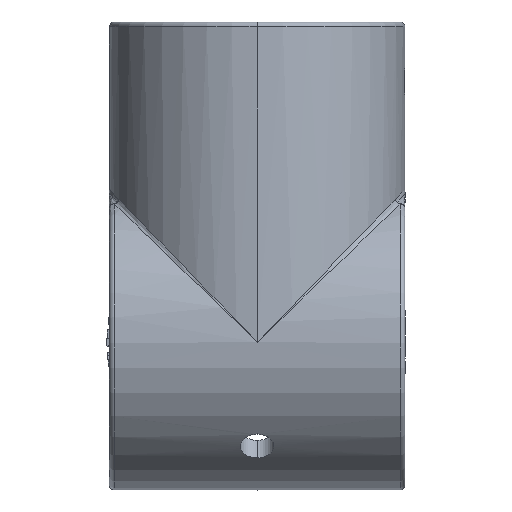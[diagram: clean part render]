
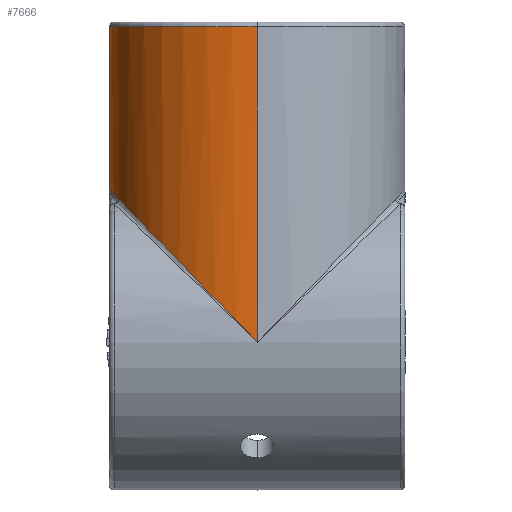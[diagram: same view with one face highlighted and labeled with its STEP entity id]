
A CAD part, left-side view. The second image highlights one B-rep face of the part: STEP entity #7666.
In plain terms, the highlighted cylindrical face has radius 30 mm (diameter 60 mm), a partial arc.
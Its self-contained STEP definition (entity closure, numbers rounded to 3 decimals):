
#42 = VERTEX_POINT ( 'NONE', #1431 ) ;
#48 = CARTESIAN_POINT ( 'NONE',  ( 7.158, 29.148, 30.113 ) ) ;
#63 = CARTESIAN_POINT ( 'NONE',  ( -10.601, 28.065, 29. ) ) ;
#70 = CARTESIAN_POINT ( 'NONE',  ( -30., 0., 65. ) ) ;
#645 = DIRECTION ( 'NONE',  ( 0., 0., -1. ) ) ;
#771 = ORIENTED_EDGE ( 'NONE', *, *, #7837, .T. ) ;
#842 = VERTEX_POINT ( 'NONE', #11972 ) ;
#1003 = CARTESIAN_POINT ( 'NONE',  ( 0., 30., 30.978 ) ) ;
#1063 = CARTESIAN_POINT ( 'NONE',  ( 9.757, 28.384, 29.33 ) ) ;
#1431 = CARTESIAN_POINT ( 'NONE',  ( 30., 0., 64. ) ) ;
#1539 = VERTEX_POINT ( 'NONE', #5559 ) ;
#1651 = LINE ( 'NONE', #70, #6692 ) ;
#1813 =( BOUNDED_CURVE ( )  B_SPLINE_CURVE ( 3, ( #2890, #8924, #9914, #3911 ),
 .UNSPECIFIED., .F., .T. ) 
 B_SPLINE_CURVE_WITH_KNOTS ( ( 4, 4 ),
 ( 5.498, 5.922 ),
 .UNSPECIFIED. ) 
 CURVE ( )  GEOMETRIC_REPRESENTATION_ITEM ( )  RATIONAL_B_SPLINE_CURVE ( ( 1., 0.985, 0.985, 1. ) ) 
 REPRESENTATION_ITEM ( '' )  );
#1944 = ORIENTED_EDGE ( 'NONE', *, *, #5986, .T. ) ;
#1949 = CIRCLE ( 'NONE', #10842, 30. ) ;
#2072 = CARTESIAN_POINT ( 'NONE',  ( -8.897, 28.664, 29.618 ) ) ;
#2087 = EDGE_CURVE ( 'NONE', #7165, #2385, #5148, .T. ) ;
#2113 = VERTEX_POINT ( 'NONE', #7804 ) ;
#2264 = EDGE_CURVE ( 'NONE', #842, #10337, #5214, .T. ) ;
#2355 = ORIENTED_EDGE ( 'NONE', *, *, #11826, .T. ) ;
#2385 = VERTEX_POINT ( 'NONE', #8254 ) ;
#2423 = VERTEX_POINT ( 'NONE', #3608 ) ;
#2510 = CARTESIAN_POINT ( 'NONE',  ( -10.601, 28.065, 29. ) ) ;
#2706 = CARTESIAN_POINT ( 'NONE',  ( 30., 0., 65. ) ) ;
#2717 = CARTESIAN_POINT ( 'NONE',  ( -30., 0., 0. ) ) ;
#2794 = VECTOR ( 'NONE', #10748, 1000. ) ;
#2890 = CARTESIAN_POINT ( 'NONE',  ( 21.213, 21.213, 21.92 ) ) ;
#2984 = CARTESIAN_POINT ( 'NONE',  ( 0., 30., 30.978 ) ) ;
#3088 = CARTESIAN_POINT ( 'NONE',  ( -6.277, 29.35, 30.319 ) ) ;
#3139 = CARTESIAN_POINT ( 'NONE',  ( 30., 0., 31. ) ) ;
#3405 = EDGE_LOOP ( 'NONE', ( #2355, #1944, #5267, #771, #9821, #11873, #3676, #11211 ) ) ;
#3608 = CARTESIAN_POINT ( 'NONE',  ( 10.601, 28.065, 29. ) ) ;
#3676 = ORIENTED_EDGE ( 'NONE', *, *, #11168, .T. ) ;
#3749 = CARTESIAN_POINT ( 'NONE',  ( 30., 8.063, 31. ) ) ;
#3911 = CARTESIAN_POINT ( 'NONE',  ( 10.601, 28.065, 29. ) ) ;
#3982 = AXIS2_PLACEMENT_3D ( 'NONE', #4126, #8163, #7187 ) ;
#4090 = CARTESIAN_POINT ( 'NONE',  ( -3.605, 29.796, 30.772 ) ) ;
#4126 = CARTESIAN_POINT ( 'NONE',  ( 0., 0., 65. ) ) ;
#4953 = EDGE_CURVE ( 'NONE', #10337, #2423, #11646, .T. ) ;
#5046 = CARTESIAN_POINT ( 'NONE',  ( 3.605, 29.796, 30.772 ) ) ;
#5105 = CARTESIAN_POINT ( 'NONE',  ( -0.903, 30., 30.978 ) ) ;
#5148 =( BOUNDED_CURVE ( )  B_SPLINE_CURVE ( 3, ( #10770, #3749, #11793, #5760 ),
 .UNSPECIFIED., .F., .T. ) 
 B_SPLINE_CURVE_WITH_KNOTS ( ( 4, 4 ),
 ( 3.142, 3.927 ),
 .UNSPECIFIED. ) 
 CURVE ( )  GEOMETRIC_REPRESENTATION_ITEM ( )  RATIONAL_B_SPLINE_CURVE ( ( 1., 0.949, 0.949, 1. ) ) 
 REPRESENTATION_ITEM ( '' )  );
#5161 = LINE ( 'NONE', #2706, #2794 ) ;
#5214 = B_SPLINE_CURVE_WITH_KNOTS ( 'NONE', 3,
 ( #63, #6072, #2072, #9111, #3088, #10109, #4090, #11130, #5105, #12140 ),
 .UNSPECIFIED., .F., .F.,
 ( 4, 2, 2, 2, 4 ),
 ( 0., 0.25, 0.5, 0.75, 1. ),
 .UNSPECIFIED. ) ;
#5267 = ORIENTED_EDGE ( 'NONE', *, *, #2087, .T. ) ;
#5559 = CARTESIAN_POINT ( 'NONE',  ( -30., 0., 0. ) ) ;
#5760 = CARTESIAN_POINT ( 'NONE',  ( 21.213, 21.213, 21.92 ) ) ;
#5986 = EDGE_CURVE ( 'NONE', #42, #7165, #5161, .T. ) ;
#6055 = CARTESIAN_POINT ( 'NONE',  ( 6.277, 29.35, 30.319 ) ) ;
#6072 = CARTESIAN_POINT ( 'NONE',  ( -9.757, 28.384, 29.33 ) ) ;
#6398 = CYLINDRICAL_SURFACE ( 'NONE', #3982, 30. ) ;
#6666 = CARTESIAN_POINT ( 'NONE',  ( 0., 0., 64. ) ) ;
#6692 = VECTOR ( 'NONE', #7073, 1000. ) ;
#6717 = FACE_OUTER_BOUND ( 'NONE', #3405, .T. ) ;
#6740 = CARTESIAN_POINT ( 'NONE',  ( -22.666, 23.507, 24.291 ) ) ;
#7073 = DIRECTION ( 'NONE',  ( 0., 0., -1. ) ) ;
#7092 = CARTESIAN_POINT ( 'NONE',  ( 8.897, 28.664, 29.618 ) ) ;
#7165 = VERTEX_POINT ( 'NONE', #3139 ) ;
#7187 = DIRECTION ( 'NONE',  ( -1., 0., 0. ) ) ;
#7666 = ADVANCED_FACE ( 'NONE', ( #6717 ), #6398, .T. ) ;
#7694 = DIRECTION ( 'NONE',  ( 1., 0., 0. ) ) ;
#7804 = CARTESIAN_POINT ( 'NONE',  ( -30., 0., 64. ) ) ;
#7837 = EDGE_CURVE ( 'NONE', #2385, #2423, #1813, .T. ) ;
#8099 = CARTESIAN_POINT ( 'NONE',  ( 10.601, 28.065, 29. ) ) ;
#8163 = DIRECTION ( 'NONE',  ( 0., 0., -1. ) ) ;
#8254 = CARTESIAN_POINT ( 'NONE',  ( 21.213, 21.213, 21.92 ) ) ;
#8757 = CARTESIAN_POINT ( 'NONE',  ( -30., 12.897, 13.327 ) ) ;
#8849 =( BOUNDED_CURVE ( )  B_SPLINE_CURVE ( 3, ( #2510, #6740, #8757, #2717 ),
 .UNSPECIFIED., .F., .T. ) 
 B_SPLINE_CURVE_WITH_KNOTS ( ( 4, 4 ),
 ( 0.361, 1.571 ),
 .UNSPECIFIED. ) 
 CURVE ( )  GEOMETRIC_REPRESENTATION_ITEM ( )  RATIONAL_B_SPLINE_CURVE ( ( 1., 0.882, 0.882, 1. ) ) 
 REPRESENTATION_ITEM ( '' )  );
#8924 = CARTESIAN_POINT ( 'NONE',  ( 18.191, 24.236, 25.044 ) ) ;
#9111 = CARTESIAN_POINT ( 'NONE',  ( -7.158, 29.148, 30.113 ) ) ;
#9821 = ORIENTED_EDGE ( 'NONE', *, *, #4953, .F. ) ;
#9914 = CARTESIAN_POINT ( 'NONE',  ( 14.6, 26.554, 27.439 ) ) ;
#10049 = CARTESIAN_POINT ( 'NONE',  ( 0.903, 30., 30.978 ) ) ;
#10109 = CARTESIAN_POINT ( 'NONE',  ( -4.5, 29.674, 30.648 ) ) ;
#10337 = VERTEX_POINT ( 'NONE', #1003 ) ;
#10748 = DIRECTION ( 'NONE',  ( 0., 0., -1. ) ) ;
#10770 = CARTESIAN_POINT ( 'NONE',  ( 30., 0., 31. ) ) ;
#10842 = AXIS2_PLACEMENT_3D ( 'NONE', #6666, #645, #7694 ) ;
#10846 = EDGE_CURVE ( 'NONE', #2113, #1539, #1651, .T. ) ;
#11064 = CARTESIAN_POINT ( 'NONE',  ( 1.806, 29.959, 30.937 ) ) ;
#11130 = CARTESIAN_POINT ( 'NONE',  ( -1.806, 29.959, 30.937 ) ) ;
#11168 = EDGE_CURVE ( 'NONE', #842, #1539, #8849, .T. ) ;
#11211 = ORIENTED_EDGE ( 'NONE', *, *, #10846, .F. ) ;
#11646 = B_SPLINE_CURVE_WITH_KNOTS ( 'NONE', 3,
 ( #2984, #10049, #11064, #5046, #12088, #6055, #48, #7092, #1063, #8099 ),
 .UNSPECIFIED., .F., .F.,
 ( 4, 2, 2, 2, 4 ),
 ( 0., 0.25, 0.5, 0.75, 1. ),
 .UNSPECIFIED. ) ;
#11793 = CARTESIAN_POINT ( 'NONE',  ( 26.914, 15.512, 27.812 ) ) ;
#11826 = EDGE_CURVE ( 'NONE', #2113, #42, #1949, .T. ) ;
#11873 = ORIENTED_EDGE ( 'NONE', *, *, #2264, .F. ) ;
#11972 = CARTESIAN_POINT ( 'NONE',  ( -10.601, 28.065, 29. ) ) ;
#12088 = CARTESIAN_POINT ( 'NONE',  ( 4.5, 29.674, 30.648 ) ) ;
#12140 = CARTESIAN_POINT ( 'NONE',  ( 0., 30., 30.978 ) ) ;
